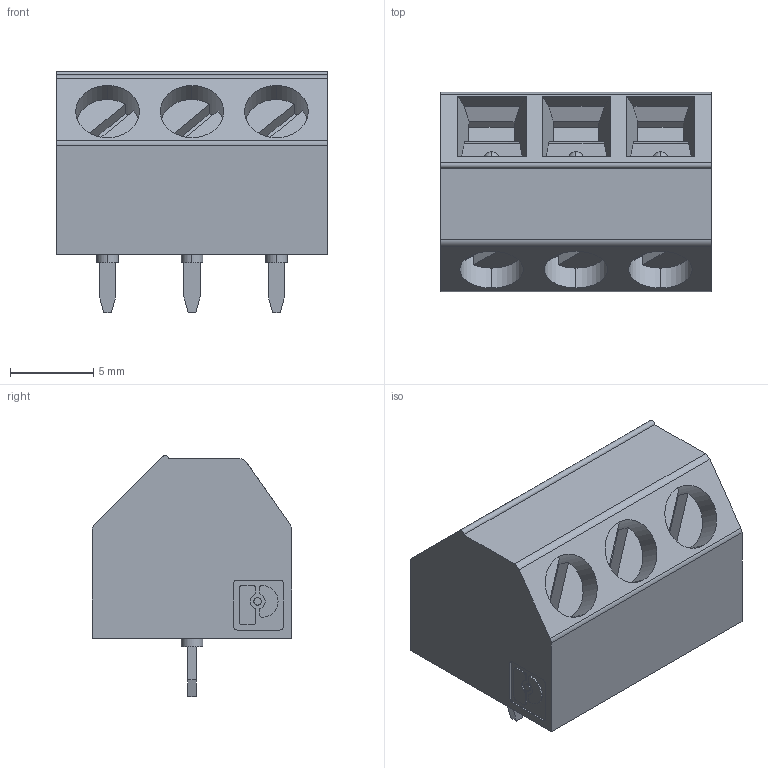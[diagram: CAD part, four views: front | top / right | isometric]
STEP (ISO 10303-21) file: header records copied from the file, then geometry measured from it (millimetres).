
FILE_DESCRIPTION(('Creo Elements/Direct Modeling STEP Export'),'2;1');
FILE_NAME('model.stp','2017-04-10T 7:58:48',(''),(''),'Creo Elements/Direct Modeling STEP processor for AP214 (Solid Model)','Creo Elements/Direct Modeling 18.1G 27-Feb-2015 (C) Parametric Technology GmbH','');
FILE_SCHEMA(('AUTOMOTIVE_DESIGN { 1 0 10303 214 1 1 1 1 }'));
Length unit declared in the file: millimetre
Products named in the file (2): SMKDSN_1_5-3-5_08
Assembly tree (1 placements, depth 2):
  SMKDSN_1_5-3-5_08
    SMKDSN_1_5-3-5_08
Bounding box: 16.24 x 12 x 14.5 mm (x, y, z)
Volume: 1740.3 mm3; surface area: 1167.5 mm2
Topology: 1 solids, 1 shells, 156 faces, 414 edges, 273 vertices
Faces by surface type: plane 103, cylinder 44, sphere 6, cone 3
Entity records: 5611 total; most frequent: CARTESIAN_POINT 864, ORIENTED_EDGE 816, DIRECTION 787, EDGE_CURVE 408, VECTOR 281, LINE 281, VERTEX_POINT 273, AXIS2_PLACEMENT_3D 253
